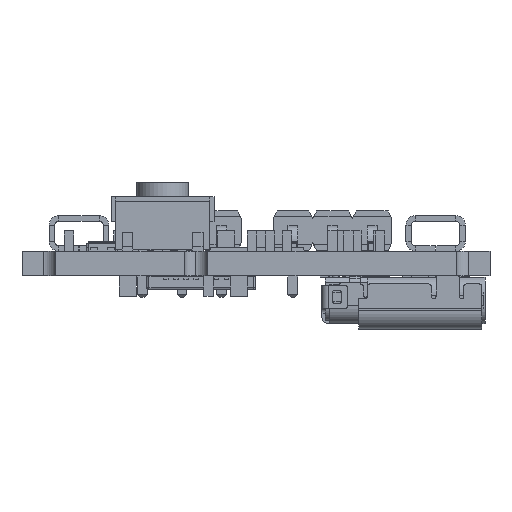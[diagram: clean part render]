
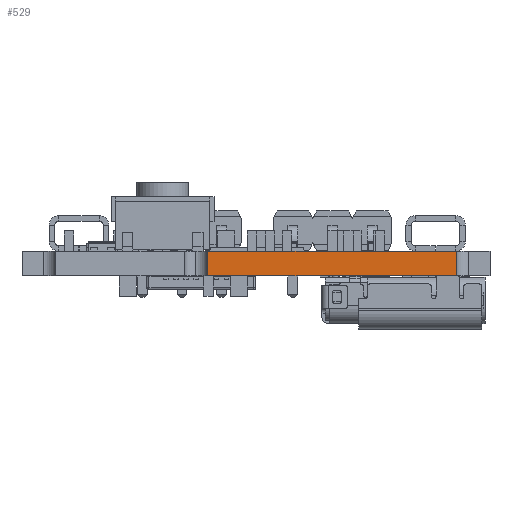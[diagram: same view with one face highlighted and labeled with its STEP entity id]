
A CAD part, front view. The second image highlights one B-rep face of the part: STEP entity #529.
In plain terms, the highlighted planar face has unit normal (0, -1, 0).
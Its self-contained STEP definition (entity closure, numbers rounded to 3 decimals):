
#504 = VERTEX_POINT('',#505);
#505 = CARTESIAN_POINT('',(11.811,-0.01,1.578)
  );
#511 = EDGE_CURVE('',#512,#504,#514,.T.);
#512 = VERTEX_POINT('',#513);
#513 = CARTESIAN_POINT('',(11.811,-0.01,0.));
#514 = LINE('',#515,#516);
#515 = CARTESIAN_POINT('',(11.811,-0.01,0.));
#516 = VECTOR('',#517,1.);
#517 = DIRECTION('',(0.,0.,1.));
#529 = ADVANCED_FACE('',(#530),#555,.F.);
#530 = FACE_BOUND('',#531,.F.);
#531 = EDGE_LOOP('',(#532,#533,#541,#549));
#532 = ORIENTED_EDGE('',*,*,#511,.T.);
#533 = ORIENTED_EDGE('',*,*,#534,.T.);
#534 = EDGE_CURVE('',#504,#535,#537,.T.);
#535 = VERTEX_POINT('',#536);
#536 = CARTESIAN_POINT('',(27.754,-0.01,
    1.578));
#537 = LINE('',#538,#539);
#538 = CARTESIAN_POINT('',(11.811,-0.01,1.578)
  );
#539 = VECTOR('',#540,1.);
#540 = DIRECTION('',(1.,0.,0.));
#541 = ORIENTED_EDGE('',*,*,#542,.F.);
#542 = EDGE_CURVE('',#543,#535,#545,.T.);
#543 = VERTEX_POINT('',#544);
#544 = CARTESIAN_POINT('',(27.754,-0.01,0.)
  );
#545 = LINE('',#546,#547);
#546 = CARTESIAN_POINT('',(27.754,-0.01,0.)
  );
#547 = VECTOR('',#548,1.);
#548 = DIRECTION('',(0.,0.,1.));
#549 = ORIENTED_EDGE('',*,*,#550,.F.);
#550 = EDGE_CURVE('',#512,#543,#551,.T.);
#551 = LINE('',#552,#553);
#552 = CARTESIAN_POINT('',(11.811,-0.01,0.));
#553 = VECTOR('',#554,1.);
#554 = DIRECTION('',(1.,0.,0.));
#555 = PLANE('',#556);
#556 = AXIS2_PLACEMENT_3D('',#557,#558,#559);
#557 = CARTESIAN_POINT('',(11.811,-0.01,0.));
#558 = DIRECTION('',(0.,1.,0.));
#559 = DIRECTION('',(1.,0.,0.));
